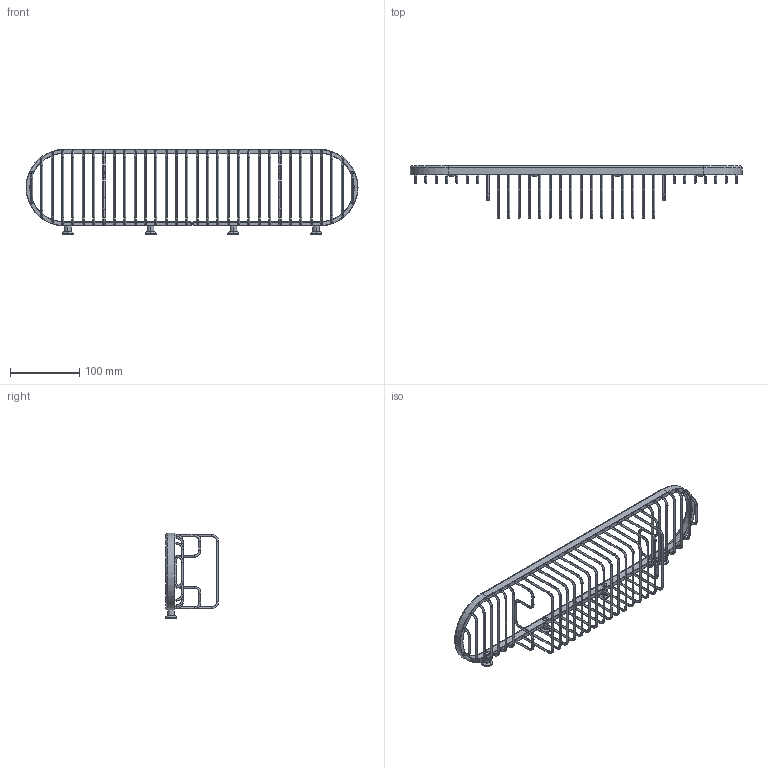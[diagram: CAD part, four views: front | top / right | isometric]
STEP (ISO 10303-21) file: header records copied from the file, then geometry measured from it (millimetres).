
FILE_DESCRIPTION((''),'2;1');
FILE_NAME('503L','2022-01-12T10:31:51',('jinson.thomas'),(''),'CREO PARAMETRIC BY PTC INC, 2018400','CREO PARAMETRIC BY PTC INC, 2018400','');
FILE_SCHEMA(('CONFIG_CONTROL_DESIGN'));
Length unit declared in the file: inch
Products named in the file (1): 503L
Bounding box: 481.03 x 76.68 x 123.7 mm (x, y, z)
Volume: 123008.6 mm3; surface area: 91231.7 mm2
Topology: 1 solids, 1 shells, 426 faces, 952 edges, 524 vertices
Faces by surface type: cylinder 237, torus 166, plane 11, sphere 8, bspline 4
Entity records: 12174 total; most frequent: DIRECTION 2426, CARTESIAN_POINT 2220, ORIENTED_EDGE 1888, AXIS2_PLACEMENT_3D 1086, EDGE_CURVE 944, CIRCLE 664, VERTEX_POINT 524, EDGE_LOOP 494
